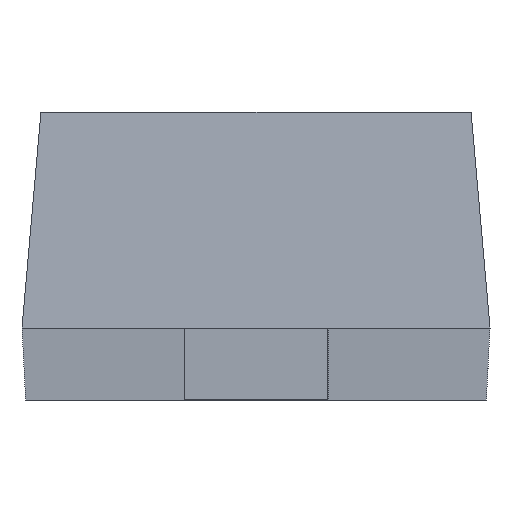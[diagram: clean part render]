
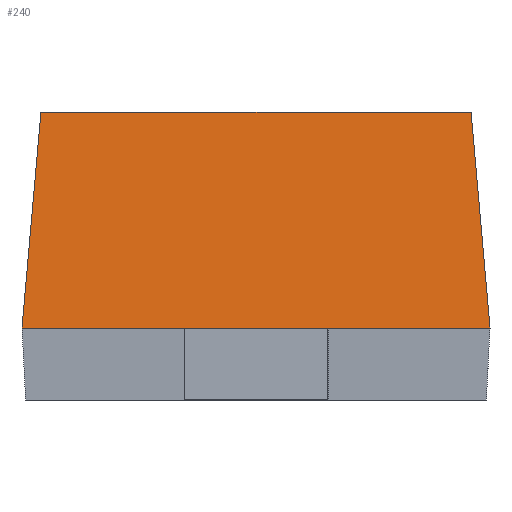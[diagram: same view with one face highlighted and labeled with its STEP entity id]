
A CAD part, left-side view. The second image highlights one B-rep face of the part: STEP entity #240.
In plain terms, the highlighted planar face has unit normal (-0.996, 0, 0.087).
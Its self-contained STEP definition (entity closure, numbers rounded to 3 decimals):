
#201=CARTESIAN_POINT('',(-0.815,-0.325,0.6));
#202=DIRECTION('',(-0.996,0.,0.087));
#203=DIRECTION('',(0.087,0.0,0.996));
#204=AXIS2_PLACEMENT_3D('',#201,#202,#203);
#205=PLANE('',#204);
#206=CARTESIAN_POINT('',(-0.798,-0.598,0.8));
#207=VERTEX_POINT('',#206);
#208=CARTESIAN_POINT('',(-0.798,0.598,0.8));
#209=VERTEX_POINT('',#208);
#210=CARTESIAN_POINT('',(-0.798,0.598,0.8));
#211=DIRECTION('',(0.0,-1.0,0.0));
#212=VECTOR('',#211,1.195);
#213=LINE('',#210,#212);
#214=EDGE_CURVE('',#207,#209,#213,.F.);
#215=ORIENTED_EDGE('',*,*,#214,.T.);
#216=CARTESIAN_POINT('',(-0.85,0.65,0.2));
#217=VERTEX_POINT('',#216);
#218=CARTESIAN_POINT('',(-0.798,0.598,0.8));
#219=DIRECTION('',(-0.087,0.087,-0.992));
#220=VECTOR('',#219,0.605);
#221=LINE('',#218,#220);
#222=EDGE_CURVE('',#209,#217,#221,.T.);
#223=ORIENTED_EDGE('',*,*,#222,.T.);
#224=CARTESIAN_POINT('',(-0.85,-0.65,0.2));
#225=VERTEX_POINT('',#224);
#226=CARTESIAN_POINT('',(-0.85,-0.65,0.2));
#227=DIRECTION('',(0.0,1.0,0.0));
#228=VECTOR('',#227,1.3);
#229=LINE('',#226,#228);
#230=EDGE_CURVE('',#225,#217,#229,.T.);
#231=ORIENTED_EDGE('',*,*,#230,.F.);
#232=CARTESIAN_POINT('',(-0.798,-0.598,0.8));
#233=DIRECTION('',(-0.087,-0.087,-0.992));
#234=VECTOR('',#233,0.605);
#235=LINE('',#232,#234);
#236=EDGE_CURVE('',#207,#225,#235,.T.);
#237=ORIENTED_EDGE('',*,*,#236,.F.);
#238=EDGE_LOOP('',(#215,#223,#231,#237));
#239=FACE_OUTER_BOUND('',#238,.T.);
#240=ADVANCED_FACE('',(#239),#205,.T.);
